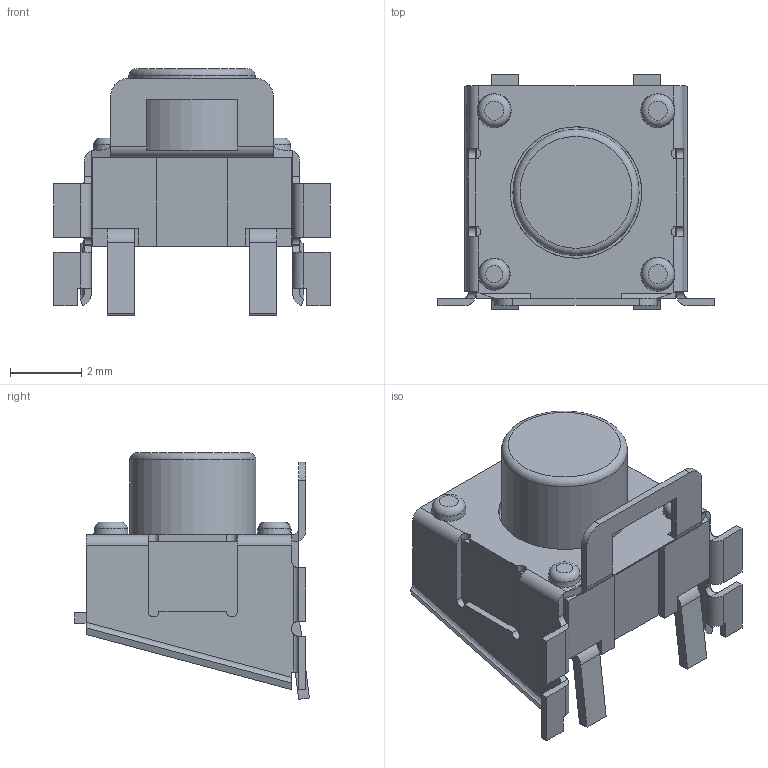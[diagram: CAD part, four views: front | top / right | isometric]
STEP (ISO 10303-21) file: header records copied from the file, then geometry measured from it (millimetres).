
FILE_DESCRIPTION((' '),'2;1');
FILE_NAME('TL3360AFxxxQ.stp','2017-08-02T08:08:49',(' '),(' '),' ','ACIS',' ');
FILE_SCHEMA(('CONFIG_CONTROL_DESIGN'));
Length unit declared in the file: inch
Products named in the file (1): TL3360AFxxxQ.stp
Bounding box: 7.77 x 6.6 x 6.94 mm (x, y, z)
Volume: 106.9 mm3; surface area: 350.6 mm2
Topology: 1 solids, 2 shells, 182 faces, 504 edges, 324 vertices
Faces by surface type: plane 125, cylinder 43, torus 5, cone 5, bspline 4
Full cylindrical faces by diameter (mm): 3.55 x1, 3.7 x1, 5 x1, 5.1 x1
Entity records: 5865 total; most frequent: CARTESIAN_POINT 1149, ORIENTED_EDGE 970, DIRECTION 938, EDGE_CURVE 485, VECTOR 350, LINE 350, VERTEX_POINT 319, AXIS2_PLACEMENT_3D 294
